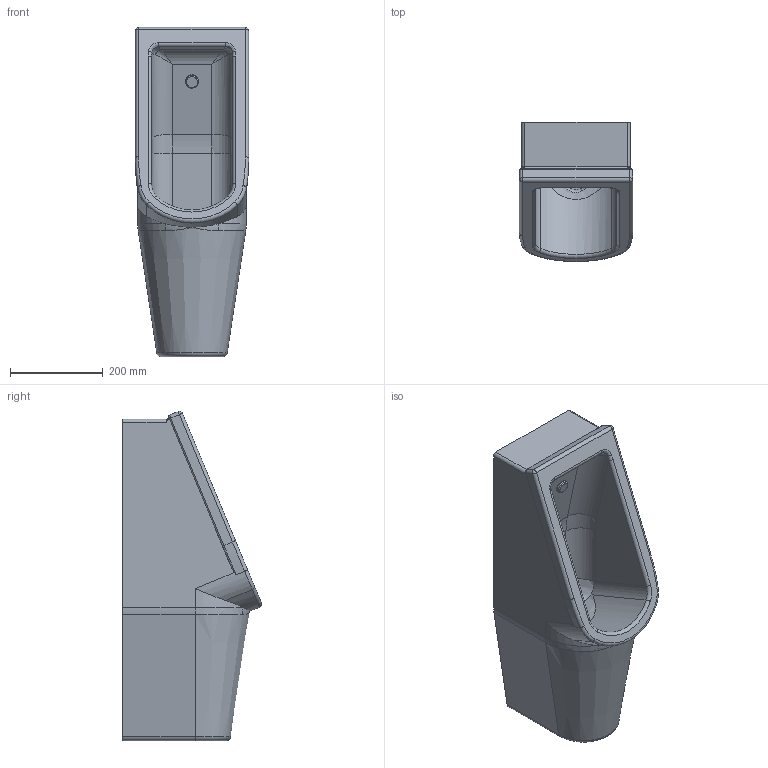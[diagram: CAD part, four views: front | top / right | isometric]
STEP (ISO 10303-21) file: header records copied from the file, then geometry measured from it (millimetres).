
FILE_DESCRIPTION((''),'2;1');
FILE_NAME('082725.stp','2007-10-20T22:01:01',('Huebner'),(''),'Autodesk Inventor 11','Autodesk Inventor 11','');
FILE_SCHEMA(('AUTOMOTIVE_DESIGN { 1 0 10303 214 1 1 1 1 }'));
Length unit declared in the file: millimetre
Products named in the file (3): 082725; 082625_Stopfen
Assembly tree (2 placements, depth 2):
  082725
    082725
    082625_Stopfen
Bounding box: 245 x 300.53 x 712 mm (x, y, z)
Volume: 14710382 mm3; surface area: 1027107.4 mm2
Topology: 2 solids, 3 shells, 157 faces, 380 edges, 224 vertices
Faces by surface type: cylinder 64, plane 42, bspline 33, torus 15, sphere 2, cone 1
Full cylindrical faces by diameter (mm): 21.886 x1, 23 x2, 28 x1, 61.802 x1
Entity records: 7178 total; most frequent: CARTESIAN_POINT 3641, ORIENTED_EDGE 726, DIRECTION 722, EDGE_CURVE 363, AXIS2_PLACEMENT_3D 294, VERTEX_POINT 222, EDGE_LOOP 171, FACE_OUTER_BOUND 157
